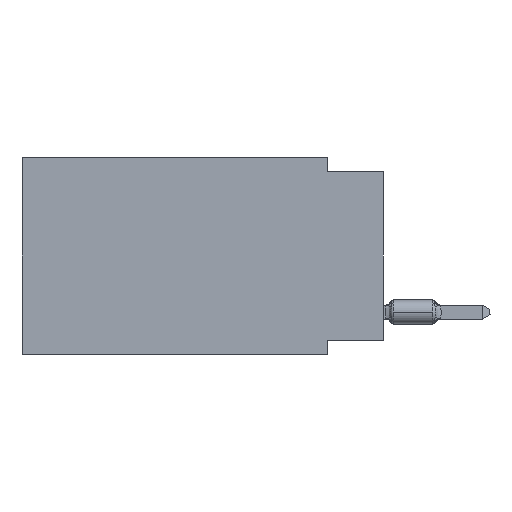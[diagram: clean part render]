
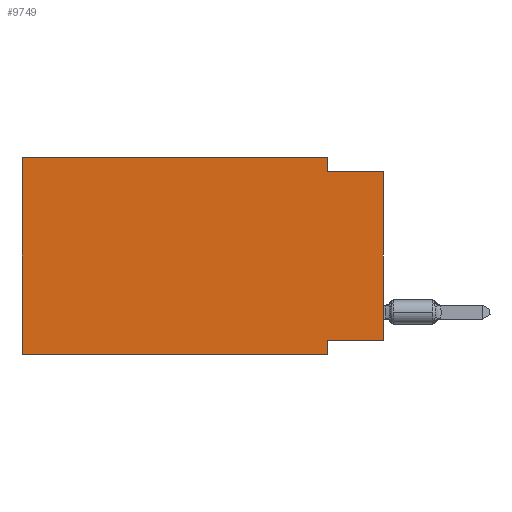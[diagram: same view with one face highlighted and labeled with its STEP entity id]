
A CAD part, left-side view. The second image highlights one B-rep face of the part: STEP entity #9749.
In plain terms, the highlighted planar face has unit normal (-1, 0, 0).
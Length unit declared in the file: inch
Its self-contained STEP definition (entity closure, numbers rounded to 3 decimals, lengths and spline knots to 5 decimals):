
#18 = LINE ( 'NONE', #8522, #2460 ) ;
#1745 = CARTESIAN_POINT ( 'NONE',  ( 0., 0., -0.325 ) ) ;
#2096 = VECTOR ( 'NONE', #8682, 39.37008 ) ;
#2184 = DIRECTION ( 'NONE',  ( 1., 0., 0. ) ) ;
#2215 = CARTESIAN_POINT ( 'NONE',  ( 0., 0.645, -0.35 ) ) ;
#2460 = VECTOR ( 'NONE', #11007, 39.37008 ) ;
#3129 = ORIENTED_EDGE ( 'NONE', *, *, #5072, .T. ) ;
#3767 = AXIS2_PLACEMENT_3D ( 'NONE', #22252, #2184, #3877 ) ;
#3877 = DIRECTION ( 'NONE',  ( 0., 0., -1. ) ) ;
#4079 = EDGE_CURVE ( 'NONE', #16040, #22439, #28784, .T. ) ;
#4206 = CARTESIAN_POINT ( 'NONE',  ( 0., 0.1, -0.325 ) ) ;
#4484 = VECTOR ( 'NONE', #19624, 39.37008 ) ;
#4598 = CARTESIAN_POINT ( 'NONE',  ( 0., 0., -0.025 ) ) ;
#4872 = ORIENTED_EDGE ( 'NONE', *, *, #20104, .F. ) ;
#5072 = EDGE_CURVE ( 'NONE', #21212, #6375, #23128, .T. ) ;
#5266 = DIRECTION ( 'NONE',  ( 0., -1., 0. ) ) ;
#6375 = VERTEX_POINT ( 'NONE', #9049 ) ;
#6405 = CARTESIAN_POINT ( 'NONE',  ( 0., 0.645, 0. ) ) ;
#7211 = CARTESIAN_POINT ( 'NONE',  ( 0., 0.1, 0. ) ) ;
#8485 = ORIENTED_EDGE ( 'NONE', *, *, #17955, .F. ) ;
#8522 = CARTESIAN_POINT ( 'NONE',  ( 0., 0., 0. ) ) ;
#8682 = DIRECTION ( 'NONE',  ( 0., 0., -1. ) ) ;
#9049 = CARTESIAN_POINT ( 'NONE',  ( 0., 0.1, -0.35 ) ) ;
#9172 = CARTESIAN_POINT ( 'NONE',  ( 0., 0., -0.025 ) ) ;
#9749 = ADVANCED_FACE ( 'NONE', ( #22681 ), #10987, .F. ) ;
#9829 = EDGE_LOOP ( 'NONE', ( #11907, #18847, #4872, #15277, #26201, #3129, #20375, #8485 ) ) ;
#10130 = VECTOR ( 'NONE', #26602, 39.37008 ) ;
#10775 = LINE ( 'NONE', #17371, #22790 ) ;
#10987 = PLANE ( 'NONE',  #3767 ) ;
#11007 = DIRECTION ( 'NONE',  ( 0., 0., 1. ) ) ;
#11523 = DIRECTION ( 'NONE',  ( 0., 0., 1. ) ) ;
#11907 = ORIENTED_EDGE ( 'NONE', *, *, #28136, .T. ) ;
#11958 = LINE ( 'NONE', #20886, #12526 ) ;
#12526 = VECTOR ( 'NONE', #11523, 39.37008 ) ;
#12665 = LINE ( 'NONE', #17630, #2096 ) ;
#12910 = CARTESIAN_POINT ( 'NONE',  ( 0., 0.645, 0. ) ) ;
#14191 = VERTEX_POINT ( 'NONE', #26541 ) ;
#15052 = EDGE_CURVE ( 'NONE', #25731, #21252, #26469, .T. ) ;
#15277 = ORIENTED_EDGE ( 'NONE', *, *, #15052, .F. ) ;
#15357 = DIRECTION ( 'NONE',  ( 0., -1., 0. ) ) ;
#16040 = VERTEX_POINT ( 'NONE', #21103 ) ;
#16251 = CARTESIAN_POINT ( 'NONE',  ( 0., 0.645, -0.35 ) ) ;
#16991 = EDGE_CURVE ( 'NONE', #22120, #6375, #12665, .T. ) ;
#17371 = CARTESIAN_POINT ( 'NONE',  ( 0., 0.1, 0. ) ) ;
#17630 = CARTESIAN_POINT ( 'NONE',  ( 0., 0.1, -0.35 ) ) ;
#17955 = EDGE_CURVE ( 'NONE', #14191, #22120, #28118, .T. ) ;
#18847 = ORIENTED_EDGE ( 'NONE', *, *, #4079, .F. ) ;
#19624 = DIRECTION ( 'NONE',  ( 0., 1., 0. ) ) ;
#19822 = EDGE_CURVE ( 'NONE', #21212, #25731, #11958, .T. ) ;
#20104 = EDGE_CURVE ( 'NONE', #21252, #16040, #10775, .T. ) ;
#20375 = ORIENTED_EDGE ( 'NONE', *, *, #16991, .F. ) ;
#20886 = CARTESIAN_POINT ( 'NONE',  ( 0., 0.645, 0. ) ) ;
#21103 = CARTESIAN_POINT ( 'NONE',  ( 0., 0.1, -0.025 ) ) ;
#21212 = VERTEX_POINT ( 'NONE', #2215 ) ;
#21252 = VERTEX_POINT ( 'NONE', #7211 ) ;
#22120 = VERTEX_POINT ( 'NONE', #4206 ) ;
#22252 = CARTESIAN_POINT ( 'NONE',  ( 0., 0.645, 0. ) ) ;
#22439 = VERTEX_POINT ( 'NONE', #4598 ) ;
#22681 = FACE_OUTER_BOUND ( 'NONE', #9829, .T. ) ;
#22790 = VECTOR ( 'NONE', #28611, 39.37008 ) ;
#23128 = LINE ( 'NONE', #16251, #25904 ) ;
#25731 = VERTEX_POINT ( 'NONE', #12910 ) ;
#25904 = VECTOR ( 'NONE', #5266, 39.37008 ) ;
#25942 = VECTOR ( 'NONE', #15357, 39.37008 ) ;
#26201 = ORIENTED_EDGE ( 'NONE', *, *, #19822, .F. ) ;
#26469 = LINE ( 'NONE', #6405, #25942 ) ;
#26541 = CARTESIAN_POINT ( 'NONE',  ( 0., 0., -0.325 ) ) ;
#26602 = DIRECTION ( 'NONE',  ( 0., -1., 0. ) ) ;
#28118 = LINE ( 'NONE', #1745, #4484 ) ;
#28136 = EDGE_CURVE ( 'NONE', #14191, #22439, #18, .T. ) ;
#28611 = DIRECTION ( 'NONE',  ( 0., 0., -1. ) ) ;
#28784 = LINE ( 'NONE', #9172, #10130 ) ;
